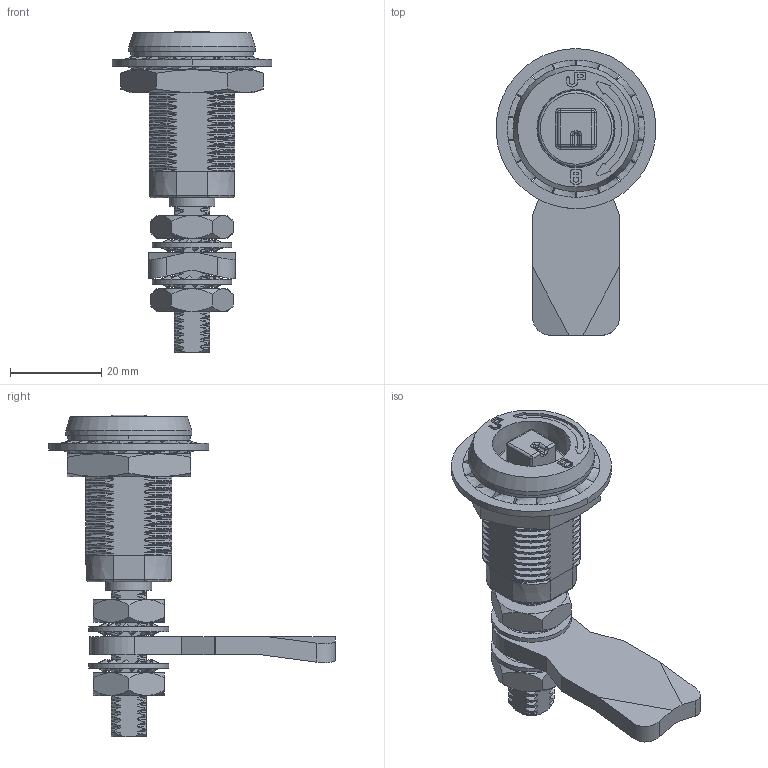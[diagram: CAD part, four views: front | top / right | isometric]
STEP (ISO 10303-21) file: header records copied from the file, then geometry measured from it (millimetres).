
FILE_DESCRIPTION(/* description */ (''),/* implementation_level */ '2;1');
FILE_NAME(/* name */ 'KC-3441B.stp',/* time_stamp */ '2023-01-17T11:47:50+09:00',/* author */ ('user'),/* organization */ (''),/* preprocessor_version */ 'ST-DEVELOPER v15.6',/* originating_system */ 'Autodesk Inventor 2015',/* authorisation */ '');
FILE_SCHEMA (('AUTOMOTIVE_DESIGN { 1 0 10303 214 3 1 1 }'));
Products named in the file (1): KC-3441B
Bounding box: 34.95 x 62.65 x 70.3 mm (x, y, z)
Volume: 19355.6 mm3; surface area: 15381.4 mm2
Topology: 6 solids, 7 shells, 1214 faces, 3587 edges, 2335 vertices
Faces by surface type: bspline 515, cylinder 432, plane 198, cone 48, torus 13, sphere 8
Full cylindrical faces by diameter (mm): 4.2 x1, 6 x1, 10 x1, 16.6 x1, 17.5 x2, 27.6 x1
Entity records: 193544 total; most frequent: CARTESIAN_POINT 165240, ORIENTED_EDGE 7124, DIRECTION 4039, EDGE_CURVE 3562, VERTEX_POINT 2330, B_SPLINE_CURVE_WITH_KNOTS 1510, AXIS2_PLACEMENT_3D 1352, LINE 1335
